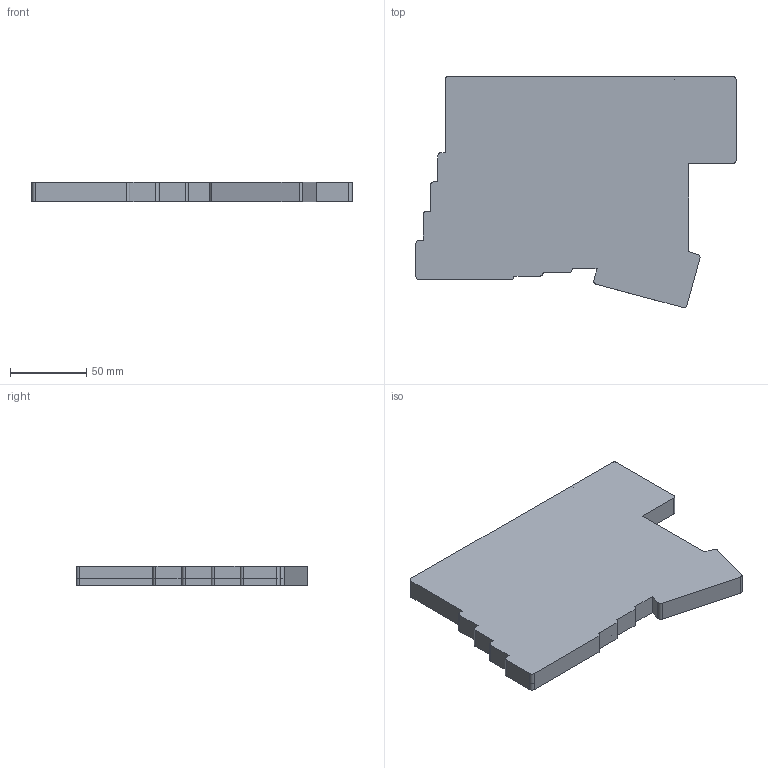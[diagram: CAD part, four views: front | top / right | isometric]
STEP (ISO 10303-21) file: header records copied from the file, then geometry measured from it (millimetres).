
FILE_DESCRIPTION(/* description */ (''),/* implementation_level */ '2;1');
FILE_NAME(/* name */ 'Bottom_case.step',/* time_stamp */ '2025-12-24T20:58:35+05:30',/* author */ (''),/* organization */ (''),/* preprocessor_version */ 'ST-DEVELOPER v20.1',/* originating_system */ 'Autodesk Translation Framework v14.21.0.0',/* authorisation */ '');
FILE_SCHEMA (('AUTOMOTIVE_DESIGN { 1 0 10303 214 3 1 1 }'));
Length unit declared in the file: millimetre
Products named in the file (1): 2025-12-24-20-58-35-139
Bounding box: 209.27 x 151.27 x 12.88 mm (x, y, z)
Volume: 61335 mm3; surface area: 66014.9 mm2
Topology: 1 solids, 1 shells, 126 faces, 369 edges, 246 vertices
Faces by surface type: plane 77, cylinder 49
Full cylindrical faces by diameter (mm): 0.3 x1
Entity records: 4230 total; most frequent: CARTESIAN_POINT 742, ORIENTED_EDGE 738, DIRECTION 723, EDGE_CURVE 369, LINE 269, VECTOR 269, VERTEX_POINT 246, AXIS2_PLACEMENT_3D 227
